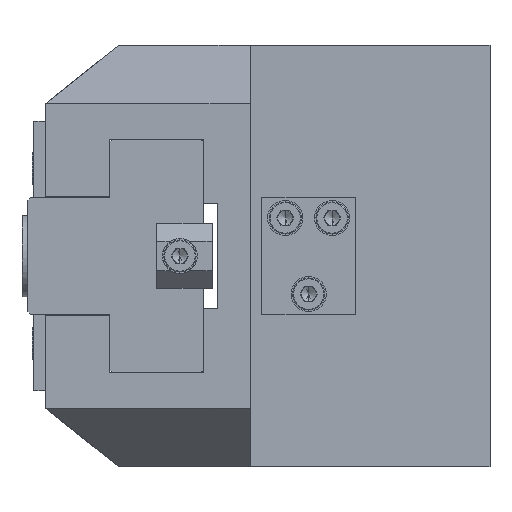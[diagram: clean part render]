
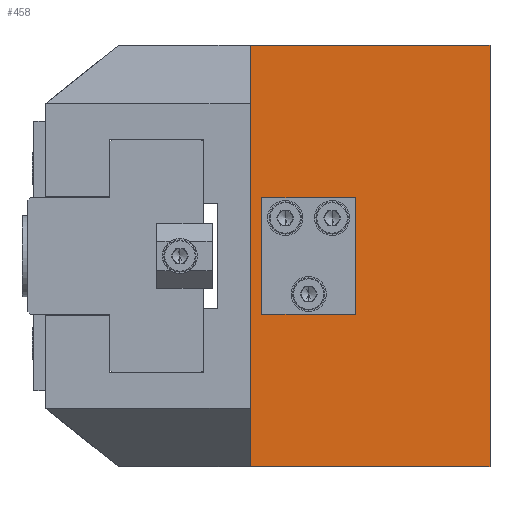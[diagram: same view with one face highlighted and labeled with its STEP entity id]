
A CAD part, left-side view. The second image highlights one B-rep face of the part: STEP entity #458.
In plain terms, the highlighted planar face has unit normal (-1, 0, 0).
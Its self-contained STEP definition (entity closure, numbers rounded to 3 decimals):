
#458 = ADVANCED_FACE ( 'NONE', ( #21363, #21354, #21369 ), #9975, .F. ) ;
#719 = VERTEX_POINT ( 'NONE', #11323 ) ;
#768 = VERTEX_POINT ( 'NONE', #11372 ) ;
#803 = VERTEX_POINT ( 'NONE', #11407 ) ;
#824 = VERTEX_POINT ( 'NONE', #11428 ) ;
#1741 = CIRCLE ( 'NONE', #10294, 1.25 ) ;
#2011 = VERTEX_POINT ( 'NONE', #11851 ) ;
#2013 = VERTEX_POINT ( 'NONE', #11853 ) ;
#2030 = VERTEX_POINT ( 'NONE', #11870 ) ;
#2047 = VERTEX_POINT ( 'NONE', #11887 ) ;
#3560 = EDGE_CURVE ( 'NONE', #803, #824, #21762, .T. ) ;
#3574 = EDGE_CURVE ( 'NONE', #2011, #2013, #21791, .T. ) ;
#3584 = EDGE_CURVE ( 'NONE', #2047, #2030, #21798, .T. ) ;
#6062 = EDGE_CURVE ( 'NONE', #2013, #2011, #1741, .T. ) ;
#9975 = PLANE ( 'NONE',  #10091 ) ;
#9976 = CARTESIAN_POINT ( 'NONE',  ( -62.5, -38., -36. ) ) ;
#9977 = DIRECTION ( 'NONE',  ( 1., 0., 0. ) ) ;
#9978 = DIRECTION ( 'NONE',  ( 0., 0., -1. ) ) ;
#10091 = AXIS2_PLACEMENT_3D ( 'NONE', #9976, #9977, #9978 ) ;
#10241 = AXIS2_PLACEMENT_3D ( 'NONE', #12590, #12591, #12592 ) ;
#10254 = AXIS2_PLACEMENT_3D ( 'NONE', #12611, #12612, #12613 ) ;
#10294 = AXIS2_PLACEMENT_3D ( 'NONE', #12907, #12908, #12909 ) ;
#10592 = AXIS2_PLACEMENT_3D ( 'NONE', #16205, #16220, #16221 ) ;
#11323 = CARTESIAN_POINT ( 'NONE',  ( -62.5, -38., 36. ) ) ;
#11372 = CARTESIAN_POINT ( 'NONE',  ( -62.5, -38., -36. ) ) ;
#11407 = CARTESIAN_POINT ( 'NONE',  ( -62.5, 3., -36. ) ) ;
#11428 = CARTESIAN_POINT ( 'NONE',  ( -62.5, 3., 36. ) ) ;
#11851 = CARTESIAN_POINT ( 'NONE',  ( -62.5, -11., 7.75 ) ) ;
#11853 = CARTESIAN_POINT ( 'NONE',  ( -62.5, -11., 5.25 ) ) ;
#11870 = CARTESIAN_POINT ( 'NONE',  ( -62.5, -3., 5.25 ) ) ;
#11887 = CARTESIAN_POINT ( 'NONE',  ( -62.5, -3., 7.75 ) ) ;
#12195 = CARTESIAN_POINT ( 'NONE',  ( -62.5, 3., -36. ) ) ;
#12198 = DIRECTION ( 'NONE',  ( 0., 0., 1. ) ) ;
#12320 = EDGE_CURVE ( 'NONE', #768, #719, #15355, .T. ) ;
#12346 = EDGE_CURVE ( 'NONE', #719, #824, #16652, .T. ) ;
#12368 = EDGE_CURVE ( 'NONE', #2030, #2047, #16698, .T. ) ;
#12512 = EDGE_CURVE ( 'NONE', #768, #803, #16900, .T. ) ;
#12590 = CARTESIAN_POINT ( 'NONE',  ( -62.5, -11., 6.5 ) ) ;
#12591 = DIRECTION ( 'NONE',  ( -1., 0., 0. ) ) ;
#12592 = DIRECTION ( 'NONE',  ( 0., 0., 1. ) ) ;
#12611 = CARTESIAN_POINT ( 'NONE',  ( -62.5, -3., 6.5 ) ) ;
#12612 = DIRECTION ( 'NONE',  ( -1., 0., 0. ) ) ;
#12613 = DIRECTION ( 'NONE',  ( 0., 0., 1. ) ) ;
#12907 = CARTESIAN_POINT ( 'NONE',  ( -62.5, -11., 6.5 ) ) ;
#12908 = DIRECTION ( 'NONE',  ( -1., 0., 0. ) ) ;
#12909 = DIRECTION ( 'NONE',  ( 0., 0., 1. ) ) ;
#15355 = LINE ( 'NONE', #16071, #15356 ) ;
#15356 = VECTOR ( 'NONE', #16072, 1000. ) ;
#16071 = CARTESIAN_POINT ( 'NONE',  ( -62.5, -38., -36. ) ) ;
#16072 = DIRECTION ( 'NONE',  ( 0., 0., 1. ) ) ;
#16131 = CARTESIAN_POINT ( 'NONE',  ( -62.5, -38., 36. ) ) ;
#16152 = DIRECTION ( 'NONE',  ( 0., 1., 0. ) ) ;
#16205 = CARTESIAN_POINT ( 'NONE',  ( -62.5, -3., 6.5 ) ) ;
#16220 = DIRECTION ( 'NONE',  ( -1., 0., 0. ) ) ;
#16221 = DIRECTION ( 'NONE',  ( 0., 0., 1. ) ) ;
#16628 = CARTESIAN_POINT ( 'NONE',  ( -62.5, -38., -36. ) ) ;
#16629 = DIRECTION ( 'NONE',  ( 0., 1., 0. ) ) ;
#16652 = LINE ( 'NONE', #16131, #16660 ) ;
#16660 = VECTOR ( 'NONE', #16152, 1000. ) ;
#16698 = CIRCLE ( 'NONE', #10592, 1.25 ) ;
#16900 = LINE ( 'NONE', #16628, #16918 ) ;
#16918 = VECTOR ( 'NONE', #16629, 1000. ) ;
#19342 = EDGE_LOOP ( 'NONE', ( #19576, #19574 ) ) ;
#19353 = EDGE_LOOP ( 'NONE', ( #19571, #19532 ) ) ;
#19354 = EDGE_LOOP ( 'NONE', ( #19573, #19556, #19555, #19661 ) ) ;
#19532 = ORIENTED_EDGE ( 'NONE', *, *, #6062, .F. ) ;
#19555 = ORIENTED_EDGE ( 'NONE', *, *, #12512, .F. ) ;
#19556 = ORIENTED_EDGE ( 'NONE', *, *, #3560, .F. ) ;
#19571 = ORIENTED_EDGE ( 'NONE', *, *, #3574, .F. ) ;
#19573 = ORIENTED_EDGE ( 'NONE', *, *, #12346, .T. ) ;
#19574 = ORIENTED_EDGE ( 'NONE', *, *, #12368, .F. ) ;
#19576 = ORIENTED_EDGE ( 'NONE', *, *, #3584, .F. ) ;
#19661 = ORIENTED_EDGE ( 'NONE', *, *, #12320, .T. ) ;
#21354 = FACE_BOUND ( 'NONE', #19353, .T. ) ;
#21363 = FACE_BOUND ( 'NONE', #19342, .T. ) ;
#21369 = FACE_OUTER_BOUND ( 'NONE', #19354, .T. ) ;
#21762 = LINE ( 'NONE', #12195, #21780 ) ;
#21780 = VECTOR ( 'NONE', #12198, 1000. ) ;
#21791 = CIRCLE ( 'NONE', #10241, 1.25 ) ;
#21798 = CIRCLE ( 'NONE', #10254, 1.25 ) ;
